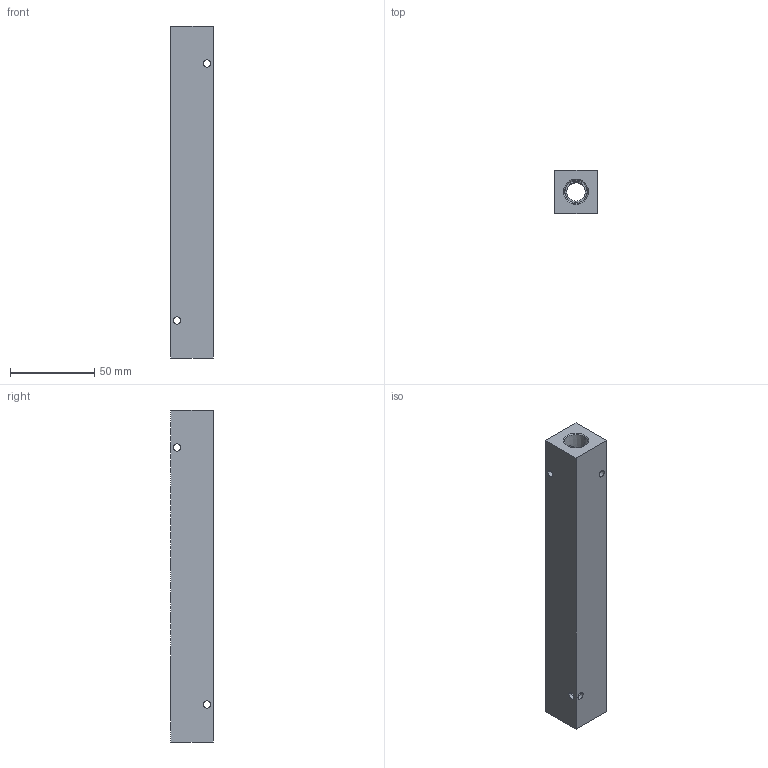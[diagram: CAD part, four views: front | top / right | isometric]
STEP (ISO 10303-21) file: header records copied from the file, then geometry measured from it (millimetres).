
FILE_DESCRIPTION (( 'STEP AP203' ), '1' );
FILE_NAME ('MRA-10CB.step', '2015-12-02T21:11:09', ( '' ), ( '' ), 'SwSTEP 2.0', 'SolidWorks 2015', '' );
FILE_SCHEMA (( 'CONFIG_CONTROL_DESIGN' ));
Length unit declared in the file: inch
Products named in the file (1): MRA-10CB
Bounding box: 25.4 x 25.4 x 196.85 mm (x, y, z)
Volume: 99687.7 mm3; surface area: 30330.8 mm2
Topology: 1 solids, 1 shells, 103 faces, 261 edges, 162 vertices
Faces by surface type: cone 48, cylinder 37, plane 18
Entity records: 3966 total; most frequent: CARTESIAN_POINT 1354, DIRECTION 537, ORIENTED_EDGE 522, EDGE_CURVE 261, AXIS2_PLACEMENT_3D 219, VERTEX_POINT 162, EDGE_LOOP 139, CIRCLE 115
